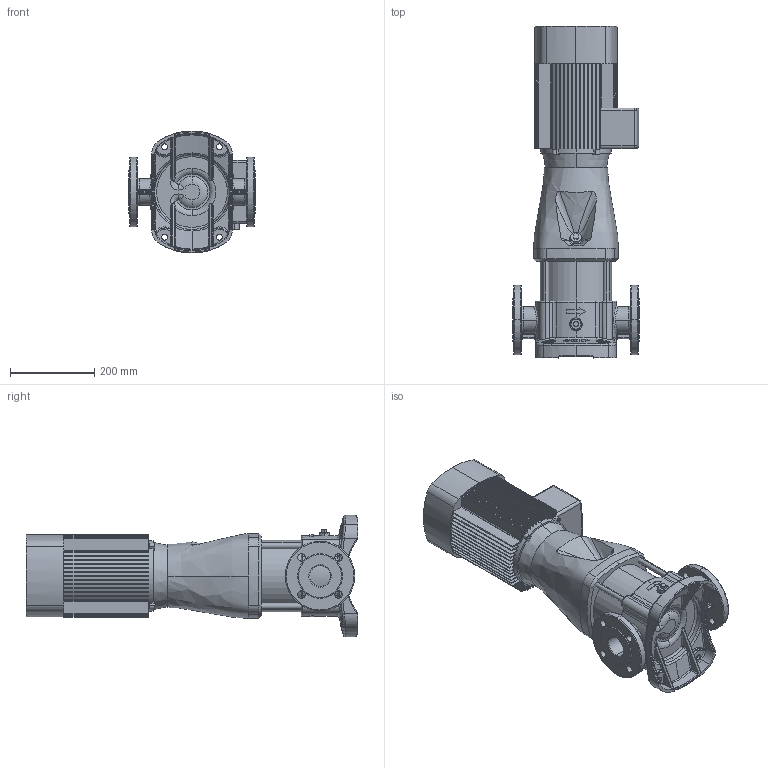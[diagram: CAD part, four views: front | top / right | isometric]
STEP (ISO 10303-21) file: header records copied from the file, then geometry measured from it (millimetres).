
FILE_DESCRIPTION (( 'STEP AP203' ), '1' );
FILE_NAME ('CDM(F)15-3 FSWP(S_L)C.STEP', '2022-08-05T14:11:10', ( '' ), ( '' ), 'SwSTEP 2.0', 'SolidWorks 2020', '' );
FILE_SCHEMA (( 'CONFIG_CONTROL_DESIGN' ));
Length unit declared in the file: millimetre
Products named in the file (4): CDM(F)15-3 FSWP(S_L)C; CDM(F)15_prot_F_CDM(F)15-3_F; CDM15_fon_1_9_CDM15-3; ED_B14_YE2-100L-2 (3)
Assembly tree (3 placements, depth 2):
  CDM(F)15-3 FSWP(S_L)C
    CDM(F)15_prot_F_CDM(F)15-3_F
    CDM15_fon_1_9_CDM15-3
    ED_B14_YE2-100L-2 (3)
Bounding box: 300 x 789 x 290 mm (x, y, z)
Volume: 21656308.1 mm3; surface area: 1284584.6 mm2
Topology: 7 solids, 8 shells, 1182 faces, 3036 edges, 1871 vertices
Faces by surface type: plane 351, bspline 350, cylinder 273, torus 134, cone 60, sphere 14
Entity records: 72280 total; most frequent: CARTESIAN_POINT 45610, ORIENTED_EDGE 5988, DIRECTION 4899, EDGE_CURVE 2994, AXIS2_PLACEMENT_3D 1989, VERTEX_POINT 1871, EDGE_LOOP 1257, FACE_OUTER_BOUND 1182
